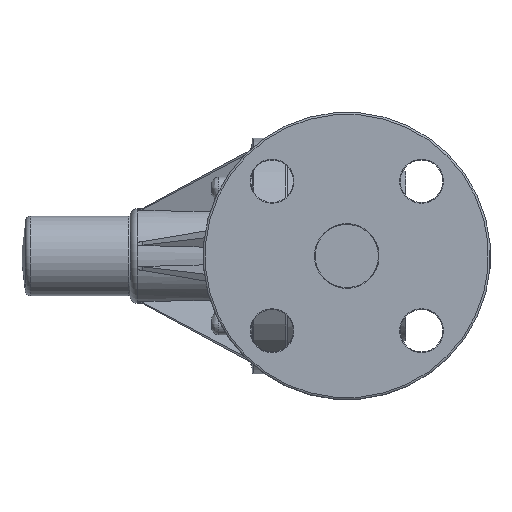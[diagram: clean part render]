
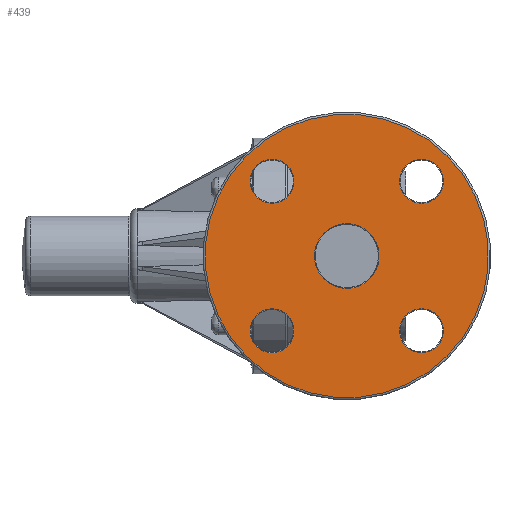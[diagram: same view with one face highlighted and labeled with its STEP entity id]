
A CAD part, left-side view. The second image highlights one B-rep face of the part: STEP entity #439.
In plain terms, the highlighted planar face has unit normal (-1, 0, 0).
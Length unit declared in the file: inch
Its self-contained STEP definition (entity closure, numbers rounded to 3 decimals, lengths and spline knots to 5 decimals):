
#333=CARTESIAN_POINT('',(-3.74,2.35589,1.48139));
#334=VERTEX_POINT('',#333);
#335=CARTESIAN_POINT('',(-3.74,0.8745,0.));
#336=DIRECTION('',(1.,0.,0.));
#337=DIRECTION('',(0.,-0.707,-0.707));
#338=AXIS2_PLACEMENT_3D('',#335,#336,#337);
#339=CIRCLE('',#338,2.095);
#340=EDGE_CURVE('',#334,#334,#339,.T.);
#376=CARTESIAN_POINT('',(-3.74,1.79126,0.91676));
#377=DIRECTION('',(-1.0,0.0,0.0));
#378=DIRECTION('',(0.0,-0.707,0.707));
#379=AXIS2_PLACEMENT_3D('',#376,#377,#378);
#380=PLANE('',#379);
#381=ORIENTED_EDGE('',*,*,#340,.F.);
#382=EDGE_LOOP('',(#381));
#383=FACE_OUTER_BOUND('',#382,.T.);
#384=CARTESIAN_POINT('',(-3.74,-0.00054,1.33466));
#385=VERTEX_POINT('',#384);
#386=CARTESIAN_POINT('',(-3.74,-0.23035,1.10485));
#387=DIRECTION('',(-1.0,0.,0.));
#388=DIRECTION('',(0.,-0.707,-0.707));
#389=AXIS2_PLACEMENT_3D('',#386,#387,#388);
#390=CIRCLE('',#389,0.325);
#391=EDGE_CURVE('',#385,#385,#390,.T.);
#392=ORIENTED_EDGE('',*,*,#391,.F.);
#393=EDGE_LOOP('',(#392));
#394=FACE_BOUND('',#393,.T.);
#395=CARTESIAN_POINT('',(-3.74,-0.46016,-0.87504));
#396=VERTEX_POINT('',#395);
#397=CARTESIAN_POINT('',(-3.74,-0.23035,-1.10485));
#398=DIRECTION('',(-1.0,0.,0.));
#399=DIRECTION('',(0.,0.707,-0.707));
#400=AXIS2_PLACEMENT_3D('',#397,#398,#399);
#401=CIRCLE('',#400,0.325);
#402=EDGE_CURVE('',#396,#396,#401,.T.);
#403=ORIENTED_EDGE('',*,*,#402,.F.);
#404=EDGE_LOOP('',(#403));
#405=FACE_BOUND('',#404,.T.);
#406=CARTESIAN_POINT('',(-3.74,1.74954,-1.33466));
#407=VERTEX_POINT('',#406);
#408=CARTESIAN_POINT('',(-3.74,1.97935,-1.10485));
#409=DIRECTION('',(-1.0,0.,0.));
#410=DIRECTION('',(0.,0.707,0.707));
#411=AXIS2_PLACEMENT_3D('',#408,#409,#410);
#412=CIRCLE('',#411,0.325);
#413=EDGE_CURVE('',#407,#407,#412,.T.);
#414=ORIENTED_EDGE('',*,*,#413,.F.);
#415=EDGE_LOOP('',(#414));
#416=FACE_BOUND('',#415,.T.);
#417=CARTESIAN_POINT('',(-3.74,1.2125,0.338));
#418=VERTEX_POINT('',#417);
#419=CARTESIAN_POINT('',(-3.74,0.8745,0.));
#420=DIRECTION('',(-1.0,0.,0.));
#421=DIRECTION('',(0.,-0.707,-0.707));
#422=AXIS2_PLACEMENT_3D('',#419,#420,#421);
#423=CIRCLE('',#422,0.478);
#424=EDGE_CURVE('',#418,#418,#423,.T.);
#425=ORIENTED_EDGE('',*,*,#424,.F.);
#426=EDGE_LOOP('',(#425));
#427=FACE_BOUND('',#426,.T.);
#428=CARTESIAN_POINT('',(-3.74,2.20916,0.87504));
#429=VERTEX_POINT('',#428);
#430=CARTESIAN_POINT('',(-3.74,1.97935,1.10485));
#431=DIRECTION('',(-1.0,0.,0.));
#432=DIRECTION('',(0.,-0.707,0.707));
#433=AXIS2_PLACEMENT_3D('',#430,#431,#432);
#434=CIRCLE('',#433,0.325);
#435=EDGE_CURVE('',#429,#429,#434,.T.);
#436=ORIENTED_EDGE('',*,*,#435,.F.);
#437=EDGE_LOOP('',(#436));
#438=FACE_BOUND('',#437,.T.);
#439=ADVANCED_FACE('',(#383,#394,#405,#416,#427,#438),#380,.T.);
